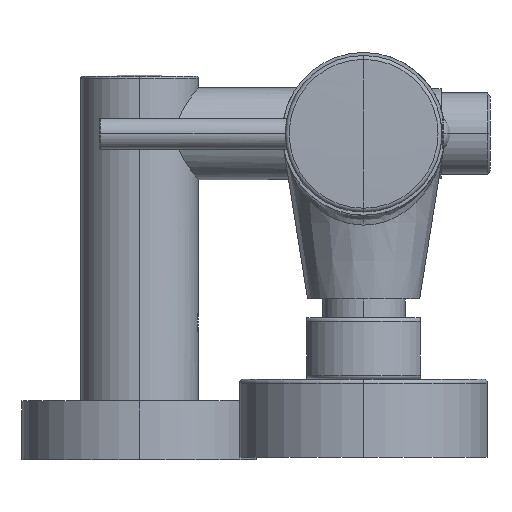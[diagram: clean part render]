
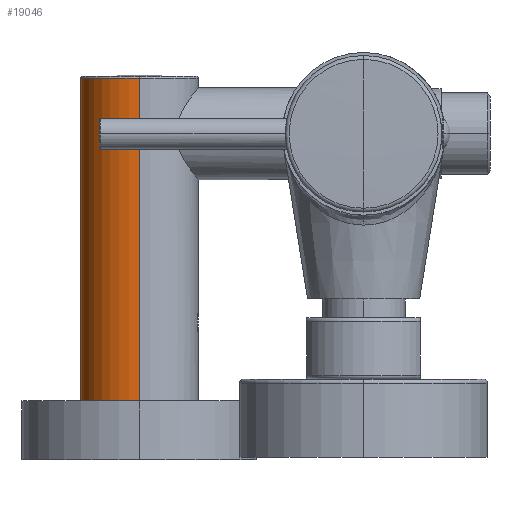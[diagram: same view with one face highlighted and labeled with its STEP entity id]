
A CAD part, left-side view. The second image highlights one B-rep face of the part: STEP entity #19046.
In plain terms, the highlighted cylindrical face has radius 15 mm (diameter 30 mm), a partial arc.
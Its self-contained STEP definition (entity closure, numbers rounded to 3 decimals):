
#923=CARTESIAN_POINT('',(0.,57.3,-68.262));
#924=DIRECTION('',(0.,0.,-1.));
#925=DIRECTION('',(-1.,0.,0.));
#926=AXIS2_PLACEMENT_3D('',#923,#924,#925);
#928=DIRECTION('',(0.,0.,1.));
#929=VECTOR('',#928,82.509);
#930=CARTESIAN_POINT('',(15.,57.3,-68.262));
#931=LINE('',#930,#929);
#932=CARTESIAN_POINT('',(0.,57.3,14.247));
#933=DIRECTION('',(0.,0.,1.));
#934=DIRECTION('',(1.,0.,0.));
#935=AXIS2_PLACEMENT_3D('',#932,#933,#934);
#937=DIRECTION('',(0.,0.,1.));
#938=VECTOR('',#937,82.509);
#939=CARTESIAN_POINT('',(-15.,57.3,-68.262));
#940=LINE('',#939,#938);
#18040=CARTESIAN_POINT('',(-15.,57.3,14.247));
#18041=CARTESIAN_POINT('',(15.,57.3,14.247));
#18042=VERTEX_POINT('',#18040);
#18043=VERTEX_POINT('',#18041);
#18064=CARTESIAN_POINT('',(15.,57.3,-68.262));
#18065=CARTESIAN_POINT('',(-15.,57.3,-68.262));
#18066=VERTEX_POINT('',#18064);
#18067=VERTEX_POINT('',#18065);
#19033=CARTESIAN_POINT('',(0.,57.3,19.163));
#19034=DIRECTION('',(0.,0.,-1.));
#19035=DIRECTION('',(-1.,0.,0.));
#19036=AXIS2_PLACEMENT_3D('',#19033,#19034,#19035);
#19037=CYLINDRICAL_SURFACE('',#19036,15.);
#19039=ORIENTED_EDGE('',*,*,#19038,.T.);
#19040=ORIENTED_EDGE('',*,*,#19000,.T.);
#19042=ORIENTED_EDGE('',*,*,#19041,.T.);
#19043=ORIENTED_EDGE('',*,*,#18996,.F.);
#19044=EDGE_LOOP('',(#19039,#19040,#19042,#19043));
#19045=FACE_OUTER_BOUND('',#19044,.F.);
#19046=ADVANCED_FACE('',(#19045),#19037,.T.);
#927=CIRCLE('',#926,15.);
#936=CIRCLE('',#935,15.);
#18996=EDGE_CURVE('',#18067,#18042,#940,.T.);
#19000=EDGE_CURVE('',#18066,#18043,#931,.T.);
#19038=EDGE_CURVE('',#18067,#18066,#927,.T.);
#19041=EDGE_CURVE('',#18043,#18042,#936,.T.);
